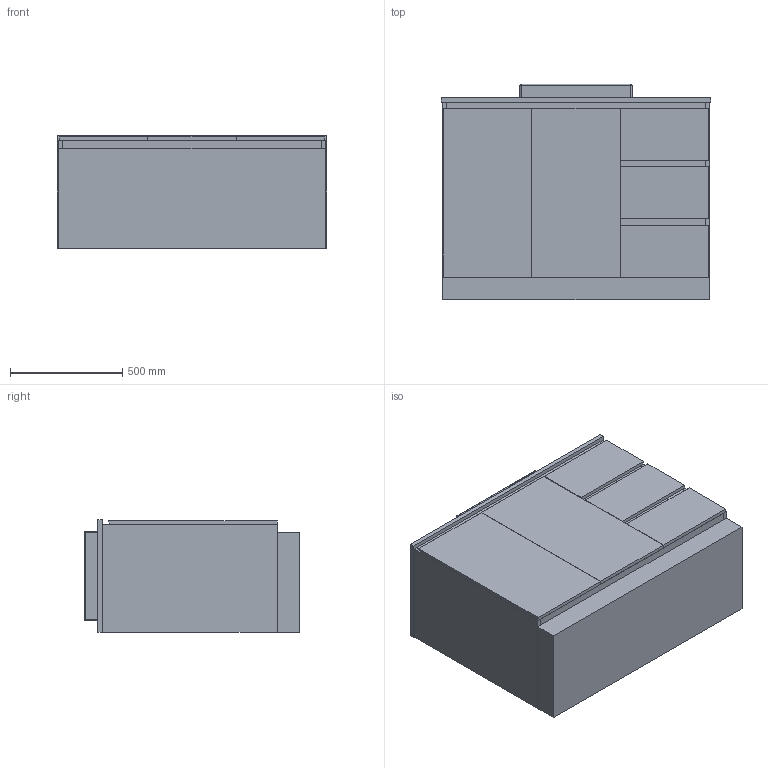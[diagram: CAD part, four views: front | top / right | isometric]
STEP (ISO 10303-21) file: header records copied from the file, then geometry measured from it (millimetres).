
FILE_DESCRIPTION (( 'STEP AP214' ), '1' );
FILE_NAME ('FD Benchtop 1200 WK ASSEM.STEP', '2019-03-06T04:44:19', ( '' ), ( '' ), 'SwSTEP 2.0', 'SolidWorks 2015', '' );
FILE_SCHEMA (( 'AUTOMOTIVE_DESIGN' ));
Length unit declared in the file: millimetre
Products named in the file (7): Posh Solus Semi-Inset Basin ASSEM; FD Benchtop 1200 WK; 1200 semi inset top; 1200 semi inset top ASSEM; CERAMIC OVERFLOW COVER; Posh Solus Semi-Inset Basin; FD Benchtop 1200 WK ASSEM
Assembly tree (6 placements, depth 4):
  FD Benchtop 1200 WK ASSEM
    FD Benchtop 1200 WK
    1200 semi inset top ASSEM
      1200 semi inset top
      Posh Solus Semi-Inset Basin ASSEM
        Posh Solus Semi-Inset Basin
        CERAMIC OVERFLOW COVER
Bounding box: 1200 x 960.1 x 500 mm (x, y, z)
Volume: 131640020.1 mm3; surface area: 11296023.5 mm2
Topology: 14 solids, 14 shells, 182 faces, 412 edges, 259 vertices
Faces by surface type: plane 135, cylinder 26, torus 8, bspline 7, sphere 6
Entity records: 6278 total; most frequent: CARTESIAN_POINT 1581, DIRECTION 845, ORIENTED_EDGE 816, EDGE_CURVE 408, LINE 299, VECTOR 299, AXIS2_PLACEMENT_3D 273, VERTEX_POINT 259
